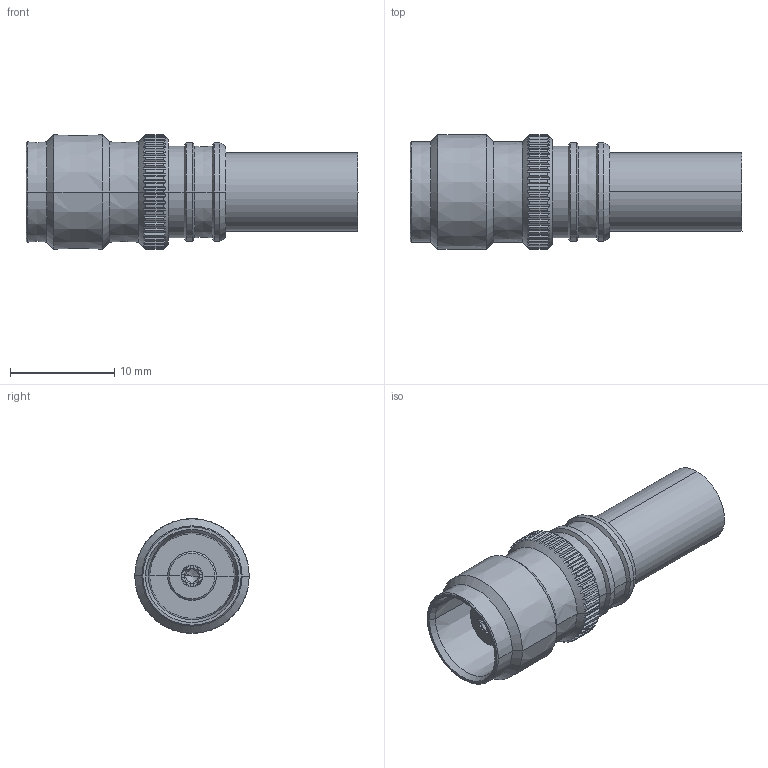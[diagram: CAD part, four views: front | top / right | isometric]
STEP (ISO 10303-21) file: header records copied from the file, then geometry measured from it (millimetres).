
FILE_DESCRIPTION (( 'STEP AP203' ), '1' );
FILE_NAME ('3190-6372(EZ-240-TF-PL-X).STEP', '2020-08-27T07:53:43', ( '' ), ( '' ), 'SwSTEP 2.0', 'SolidWorks 2017', '' );
FILE_SCHEMA (( 'CONFIG_CONTROL_DESIGN' ));
Length unit declared in the file: millimetre
Products named in the file (1): 3190-6372(EZ-240-TF-PL-X)
Bounding box: 31.88 x 11 x 11 mm (x, y, z)
Volume: 1418.9 mm3; surface area: 2014.1 mm2
Topology: 2 solids, 2 shells, 306 faces, 840 edges, 539 vertices
Faces by surface type: plane 168, cone 125, cylinder 13
Entity records: 10129 total; most frequent: CARTESIAN_POINT 2899, ORIENTED_EDGE 1676, DIRECTION 1268, EDGE_CURVE 838, VERTEX_POINT 539, AXIS2_PLACEMENT_3D 512, B_SPLINE_CURVE_WITH_KNOTS 387, EDGE_LOOP 311
